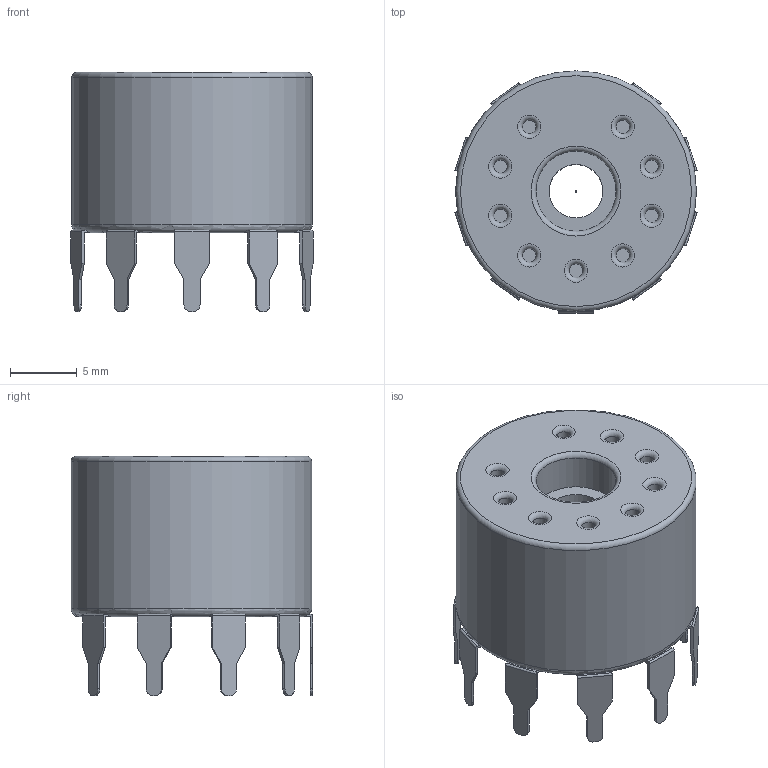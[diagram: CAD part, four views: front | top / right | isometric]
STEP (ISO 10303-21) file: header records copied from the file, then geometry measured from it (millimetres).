
FILE_DESCRIPTION(/* description */ ('model of Valve_Noval-B9A_Dongxin-GZS9-Y_Socket'),/* implementation_level */ '2;1');
FILE_NAME(/* name */ 'Valve_Noval-B9A_Dongxin-GZS9-Y_Socket.step',/* time_stamp */ '2018-12-04T20:22:46',/* author */ ('kicad StepUp','ksu'),/* organization */ ('FreeCAD'),/* preprocessor_version */ 'OCC',/* originating_system */ 'kicad StepUp',/* authorisation */ '');
FILE_SCHEMA(('AUTOMOTIVE_DESIGN { 1 0 10303 214 1 1 1 1 }'));
Length unit declared in the file: millimetre
Products named in the file (1): Valve_Noval_B9A_Dongxin_GZS9_Y_Socket
Bounding box: 18.11 x 18.1 x 17.9 mm (x, y, z)
Volume: 2825.3 mm3; surface area: 1705.1 mm2
Topology: 2 solids, 2 shells, 175 faces, 452 edges, 291 vertices
Faces by surface type: plane 122, cylinder 40, torus 13
Full cylindrical faces by diameter (mm): 0.1 x1, 1.016 x9, 4 x1, 6 x1, 18 x1
Entity records: 6714 total; most frequent: CARTESIAN_POINT 1117, DIRECTION 919, ORIENTED_EDGE 904, EDGE_CURVE 452, AXIS2_PLACEMENT_3D 309, LINE 301, VECTOR 301, VERTEX_POINT 291
